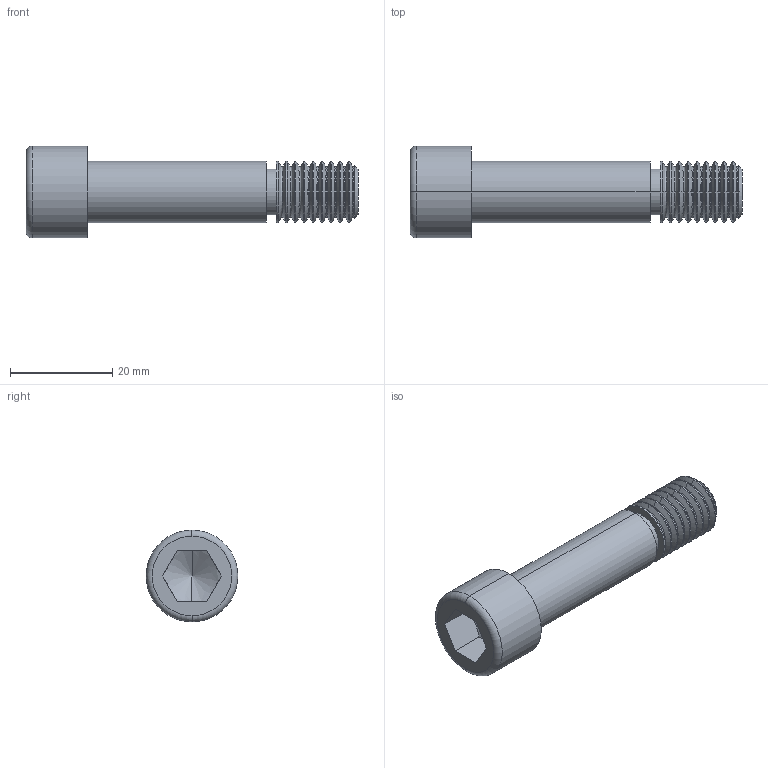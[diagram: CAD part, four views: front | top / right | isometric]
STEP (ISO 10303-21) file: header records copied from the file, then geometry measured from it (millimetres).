
FILE_DESCRIPTION(('STEP AP214'),'1');
FILE_NAME(' ',' ',('TraceParts'),('TraceParts S.A.'),'XStep 1.0',' ',' ');
FILE_SCHEMA(('automotive_design'));
Length unit declared in the file: millimetre
Products named in the file (1): 1
Bounding box: 65 x 18 x 18 mm (x, y, z)
Volume: 7922.8 mm3; surface area: 3738.2 mm2
Topology: 1 solids, 1 shells, 113 faces, 232 edges, 123 vertices
Faces by surface type: cone 40, torus 38, cylinder 24, plane 11
Entity records: 5607 total; most frequent: DIRECTION 596, CARTESIAN_POINT 483, STYLED_ITEM 467, PRESENTATION_STYLE_ASSIGNMENT 467, COLOUR_RGB 467, ORIENTED_EDGE 460, AXIS2_PLACEMENT_3D 260, EDGE_CURVE 230
